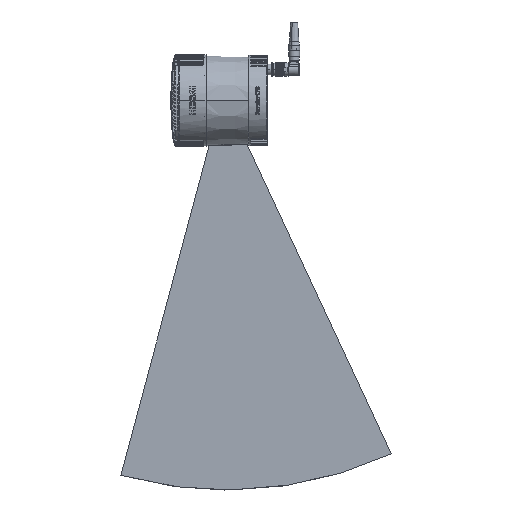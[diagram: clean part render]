
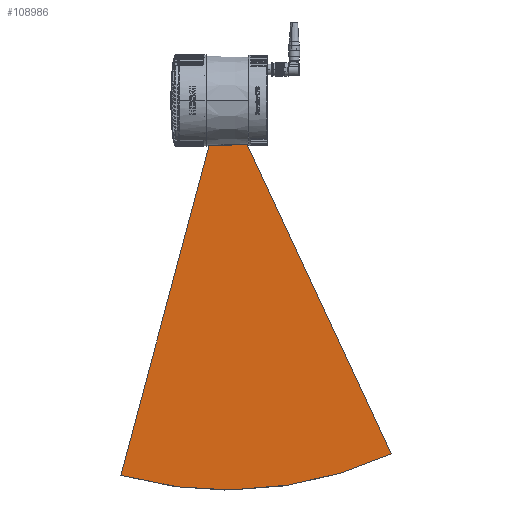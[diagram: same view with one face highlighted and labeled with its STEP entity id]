
A CAD part, left-side view. The second image highlights one B-rep face of the part: STEP entity #108986.
In plain terms, the highlighted planar face has unit normal (-1, 0, 0).
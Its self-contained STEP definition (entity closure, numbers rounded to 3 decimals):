
#4303 = DIRECTION ( 'NONE',  ( 0., 0., 1. ) ) ;
#7840 = CARTESIAN_POINT ( 'NONE',  ( -0.25, 12.059, -498.418 ) ) ;
#10306 = B_SPLINE_CURVE_WITH_KNOTS ( 'NONE', 3,
 ( #136941, #44256, #99021, #164767 ),
 .UNSPECIFIED., .F., .F.,
 ( 4, 4 ),
 ( 0., 1. ),
 .UNSPECIFIED. ) ;
#19715 = CARTESIAN_POINT ( 'NONE',  ( -0.25, -103.979, -475.345 ) ) ;
#21493 = CARTESIAN_POINT ( 'NONE',  ( -0.25, 26.842, -499.597 ) ) ;
#34561 = EDGE_CURVE ( 'NONE', #150121, #89440, #107251, .T. ) ;
#34926 = CARTESIAN_POINT ( 'NONE',  ( -0.25, 41.65, -500.117 ) ) ;
#43033 = AXIS2_PLACEMENT_3D ( 'NONE', #7840, #59030, #4303 ) ;
#43468 = ORIENTED_EDGE ( 'NONE', *, *, #73159, .T. ) ;
#44256 = CARTESIAN_POINT ( 'NONE',  ( -0.25, 112.521, -198.924 ) ) ;
#45720 = CARTESIAN_POINT ( 'NONE',  ( -0.25, -145.577, -459.632 ) ) ;
#46035 = CARTESIAN_POINT ( 'NONE',  ( -0.25, -159.025, -453.379 ) ) ;
#48347 = CARTESIAN_POINT ( 'NONE',  ( -0.25, -61.15, -487.301 ) ) ;
#49478 = CARTESIAN_POINT ( 'NONE',  ( -0.25, 26.024, -56.539 ) ) ;
#54590 = FACE_OUTER_BOUND ( 'NONE', #138379, .T. ) ;
#59030 = DIRECTION ( 'NONE',  ( -1., 0., 0. ) ) ;
#59192 = CARTESIAN_POINT ( 'NONE',  ( -0.25, 173.85, -485.102 ) ) ;
#60954 = CARTESIAN_POINT ( 'NONE',  ( -0.25, -159.025, -453.379 ) ) ;
#62714 = CARTESIAN_POINT ( 'NONE',  ( -0.25, 159.429, -488.504 ) ) ;
#67953 = EDGE_CURVE ( 'NONE', #147830, #114380, #116037, .T. ) ;
#70312 = CARTESIAN_POINT ( 'NONE',  ( -0.25, -35.659, -188.819 ) ) ;
#72670 = CARTESIAN_POINT ( 'NONE',  ( -0.25, -17.427, -495.406 ) ) ;
#73159 = EDGE_CURVE ( 'NONE', #114380, #150121, #10306, .T. ) ;
#74416 = CARTESIAN_POINT ( 'NONE',  ( -0.25, 71.308, -499.839 ) ) ;
#75104 = ORIENTED_EDGE ( 'NONE', *, *, #34561, .T. ) ;
#78298 = ORIENTED_EDGE ( 'NONE', *, *, #67953, .T. ) ;
#78585 = CARTESIAN_POINT ( 'NONE',  ( -0.25, -159.025, -453.379 ) ) ;
#86101 = B_SPLINE_CURVE_WITH_KNOTS ( 'NONE', 3,
 ( #46035, #100806, #70312, #126115 ),
 .UNSPECIFIED., .F., .F.,
 ( 4, 4 ),
 ( 0., 1. ),
 .UNSPECIFIED. ) ;
#86141 = CARTESIAN_POINT ( 'NONE',  ( -0.25, 115.621, -496.132 ) ) ;
#87029 = CARTESIAN_POINT ( 'NONE',  ( -0.25, -2.724, -497.239 ) ) ;
#88858 = CARTESIAN_POINT ( 'NONE',  ( -0.25, 188.119, -481.059 ) ) ;
#89440 = VERTEX_POINT ( 'NONE', #78585 ) ;
#99021 = CARTESIAN_POINT ( 'NONE',  ( -0.25, 150.32, -339.992 ) ) ;
#100806 = CARTESIAN_POINT ( 'NONE',  ( -0.25, -97.342, -321.099 ) ) ;
#102985 = PLANE ( 'NONE',  #43033 ) ;
#103154 = CARTESIAN_POINT ( 'NONE',  ( -0.25, -89.832, -479.75 ) ) ;
#107251 = B_SPLINE_CURVE_WITH_KNOTS ( 'NONE', 3,
 ( #150118, #59192, #62714, #158070, #86141, #156305, #74416, #34926, #21493, #87029, #72670, #116735, #48347, #103154, #19715, #155409, #45720, #60954 ),
 .UNSPECIFIED., .F., .F.,
 ( 4, 2, 2, 2, 2, 2, 2, 2, 4 ),
 ( 0., 0.125, 0.25, 0.375, 0.5, 0.625, 0.75, 0.875, 1. ),
 .UNSPECIFIED. ) ;
#108986 = ADVANCED_FACE ( 'NONE', ( #54590 ), #102985, .T. ) ;
#110858 = CARTESIAN_POINT ( 'NONE',  ( -0.25, 58.489, -57.418 ) ) ;
#112632 = CARTESIAN_POINT ( 'NONE',  ( -0.25, 26.024, -56.539 ) ) ;
#114380 = VERTEX_POINT ( 'NONE', #157903 ) ;
#116037 = B_SPLINE_CURVE_WITH_KNOTS ( 'NONE', 3,
 ( #112632, #151342, #110858, #141408 ),
 .UNSPECIFIED., .F., .F.,
 ( 4, 4 ),
 ( 0., 1. ),
 .UNSPECIFIED. ) ;
#116735 = CARTESIAN_POINT ( 'NONE',  ( -0.25, -46.667, -490.432 ) ) ;
#121653 = EDGE_CURVE ( 'NONE', #89440, #147830, #86101, .T. ) ;
#126115 = CARTESIAN_POINT ( 'NONE',  ( -0.25, 26.024, -56.539 ) ) ;
#136941 = CARTESIAN_POINT ( 'NONE',  ( -0.25, 74.722, -57.857 ) ) ;
#138379 = EDGE_LOOP ( 'NONE', ( #75104, #169608, #78298, #43468 ) ) ;
#141408 = CARTESIAN_POINT ( 'NONE',  ( -0.25, 74.722, -57.857 ) ) ;
#147830 = VERTEX_POINT ( 'NONE', #49478 ) ;
#150118 = CARTESIAN_POINT ( 'NONE',  ( -0.25, 188.119, -481.059 ) ) ;
#150121 = VERTEX_POINT ( 'NONE', #88858 ) ;
#151342 = CARTESIAN_POINT ( 'NONE',  ( -0.25, 42.257, -56.979 ) ) ;
#155409 = CARTESIAN_POINT ( 'NONE',  ( -0.25, -131.878, -465.276 ) ) ;
#156305 = CARTESIAN_POINT ( 'NONE',  ( -0.25, 86.104, -499.042 ) ) ;
#157903 = CARTESIAN_POINT ( 'NONE',  ( -0.25, 74.722, -57.857 ) ) ;
#158070 = CARTESIAN_POINT ( 'NONE',  ( -0.25, 130.288, -494.024 ) ) ;
#164767 = CARTESIAN_POINT ( 'NONE',  ( -0.25, 188.119, -481.059 ) ) ;
#169608 = ORIENTED_EDGE ( 'NONE', *, *, #121653, .T. ) ;
